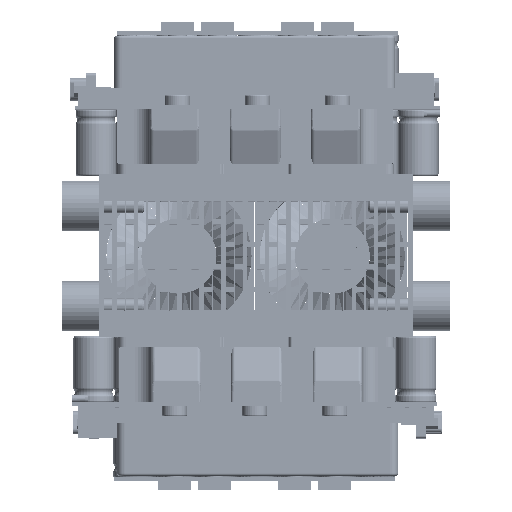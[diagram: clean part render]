
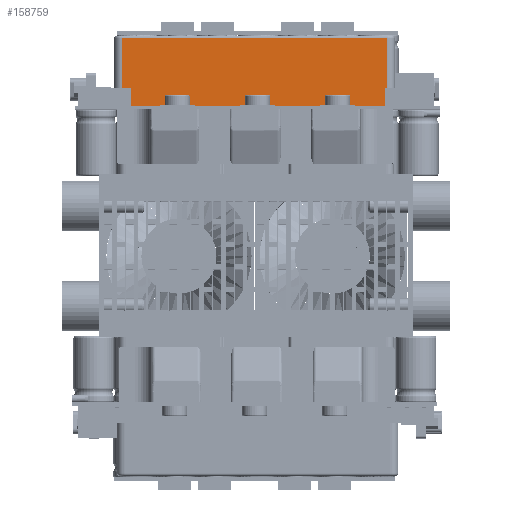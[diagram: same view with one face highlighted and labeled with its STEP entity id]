
A CAD part, top view. The second image highlights one B-rep face of the part: STEP entity #158759.
In plain terms, the highlighted planar face has unit normal (0, 0, 1).
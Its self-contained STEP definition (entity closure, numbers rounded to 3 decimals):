
#145637 = VERTEX_POINT('',#145638);
#145638 = CARTESIAN_POINT('',(-65.207,46.872,
    270.809));
#145652 = CYLINDRICAL_SURFACE('',#145653,1.);
#145653 = AXIS2_PLACEMENT_3D('',#145654,#145655,#145656);
#145654 = CARTESIAN_POINT('',(40.793,46.872,
    269.809));
#145655 = DIRECTION('',(-1.,0.,0.));
#145656 = DIRECTION('',(0.,1.,0.));
#145701 = CYLINDRICAL_SURFACE('',#145702,3.);
#145702 = AXIS2_PLACEMENT_3D('',#145703,#145704,#145705);
#145703 = CARTESIAN_POINT('',(-65.207,47.872,
    267.809));
#145704 = DIRECTION('',(0.,1.,0.));
#145705 = DIRECTION('',(1.,0.,0.));
#149645 = VERTEX_POINT('',#149646);
#149646 = CARTESIAN_POINT('',(40.793,46.872,
    270.809));
#149666 = EDGE_CURVE('',#149645,#145637,#149667,.T.);
#149667 = SURFACE_CURVE('',#149668,(#149672,#149679),.PCURVE_S1.);
#149668 = LINE('',#149669,#149670);
#149669 = CARTESIAN_POINT('',(40.793,46.872,
    270.809));
#149670 = VECTOR('',#149671,1.);
#149671 = DIRECTION('',(-1.,0.,0.));
#149672 = PCURVE('',#145652,#149673);
#149673 = DEFINITIONAL_REPRESENTATION('',(#149674),#149678);
#149674 = LINE('',#149675,#149676);
#149675 = CARTESIAN_POINT('',(-1.571,0.));
#149676 = VECTOR('',#149677,1.);
#149677 = DIRECTION('',(-0.,1.));
#149678 = ( GEOMETRIC_REPRESENTATION_CONTEXT(2) 
PARAMETRIC_REPRESENTATION_CONTEXT() REPRESENTATION_CONTEXT('2D SPACE',''
  ) );
#149679 = PCURVE('',#149680,#149685);
#149680 = PLANE('',#149681);
#149681 = AXIS2_PLACEMENT_3D('',#149682,#149683,#149684);
#149682 = CARTESIAN_POINT('',(-12.207,33.372,
    270.809));
#149683 = DIRECTION('',(0.,0.,1.));
#149684 = DIRECTION('',(0.,-1.,0.));
#149685 = DEFINITIONAL_REPRESENTATION('',(#149686),#149690);
#149686 = LINE('',#149687,#149688);
#149687 = CARTESIAN_POINT('',(-13.5,53.));
#149688 = VECTOR('',#149689,1.);
#149689 = DIRECTION('',(-0.,-1.));
#149690 = ( GEOMETRIC_REPRESENTATION_CONTEXT(2) 
PARAMETRIC_REPRESENTATION_CONTEXT() REPRESENTATION_CONTEXT('2D SPACE',''
  ) );
#149875 = CYLINDRICAL_SURFACE('',#149876,3.);
#149876 = AXIS2_PLACEMENT_3D('',#149877,#149878,#149879);
#149877 = CARTESIAN_POINT('',(40.793,47.872,
    267.809));
#149878 = DIRECTION('',(0.,1.,0.));
#149879 = DIRECTION('',(1.,0.,0.));
#157520 = PLANE('',#157521);
#157521 = AXIS2_PLACEMENT_3D('',#157522,#157523,#157524);
#157522 = CARTESIAN_POINT('',(-12.207,19.872,
    239.809));
#157523 = DIRECTION('',(0.,-1.,0.));
#157524 = DIRECTION('',(-1.,0.,0.));
#157557 = VERTEX_POINT('',#157558);
#157558 = CARTESIAN_POINT('',(-65.207,19.872,
    270.809));
#157674 = VERTEX_POINT('',#157675);
#157675 = CARTESIAN_POINT('',(40.793,19.872,
    270.809));
#157697 = EDGE_CURVE('',#157674,#157557,#157698,.T.);
#157698 = SURFACE_CURVE('',#157699,(#157703,#157710),.PCURVE_S1.);
#157699 = LINE('',#157700,#157701);
#157700 = CARTESIAN_POINT('',(40.793,19.872,
    270.809));
#157701 = VECTOR('',#157702,1.);
#157702 = DIRECTION('',(-1.,0.,0.));
#157703 = PCURVE('',#157520,#157704);
#157704 = DEFINITIONAL_REPRESENTATION('',(#157705),#157709);
#157705 = LINE('',#157706,#157707);
#157706 = CARTESIAN_POINT('',(-53.,-31.));
#157707 = VECTOR('',#157708,1.);
#157708 = DIRECTION('',(1.,0.));
#157709 = ( GEOMETRIC_REPRESENTATION_CONTEXT(2) 
PARAMETRIC_REPRESENTATION_CONTEXT() REPRESENTATION_CONTEXT('2D SPACE',''
  ) );
#157710 = PCURVE('',#149680,#157711);
#157711 = DEFINITIONAL_REPRESENTATION('',(#157712),#157716);
#157712 = LINE('',#157713,#157714);
#157713 = CARTESIAN_POINT('',(13.5,53.));
#157714 = VECTOR('',#157715,1.);
#157715 = DIRECTION('',(-0.,-1.));
#157716 = ( GEOMETRIC_REPRESENTATION_CONTEXT(2) 
PARAMETRIC_REPRESENTATION_CONTEXT() REPRESENTATION_CONTEXT('2D SPACE',''
  ) );
#158759 = ADVANCED_FACE('',(#158760),#149680,.T.);
#158760 = FACE_BOUND('',#158761,.T.);
#158761 = EDGE_LOOP('',(#158762,#158763,#158784,#158785));
#158762 = ORIENTED_EDGE('',*,*,#149666,.T.);
#158763 = ORIENTED_EDGE('',*,*,#158764,.T.);
#158764 = EDGE_CURVE('',#145637,#157557,#158765,.T.);
#158765 = SURFACE_CURVE('',#158766,(#158770,#158777),.PCURVE_S1.);
#158766 = LINE('',#158767,#158768);
#158767 = CARTESIAN_POINT('',(-65.207,47.872,
    270.809));
#158768 = VECTOR('',#158769,1.);
#158769 = DIRECTION('',(0.,-1.,0.));
#158770 = PCURVE('',#149680,#158771);
#158771 = DEFINITIONAL_REPRESENTATION('',(#158772),#158776);
#158772 = LINE('',#158773,#158774);
#158773 = CARTESIAN_POINT('',(-14.5,-53.));
#158774 = VECTOR('',#158775,1.);
#158775 = DIRECTION('',(1.,-0.));
#158776 = ( GEOMETRIC_REPRESENTATION_CONTEXT(2) 
PARAMETRIC_REPRESENTATION_CONTEXT() REPRESENTATION_CONTEXT('2D SPACE',''
  ) );
#158777 = PCURVE('',#145701,#158778);
#158778 = DEFINITIONAL_REPRESENTATION('',(#158779),#158783);
#158779 = LINE('',#158780,#158781);
#158780 = CARTESIAN_POINT('',(4.712,0.));
#158781 = VECTOR('',#158782,1.);
#158782 = DIRECTION('',(0.,-1.));
#158783 = ( GEOMETRIC_REPRESENTATION_CONTEXT(2) 
PARAMETRIC_REPRESENTATION_CONTEXT() REPRESENTATION_CONTEXT('2D SPACE',''
  ) );
#158784 = ORIENTED_EDGE('',*,*,#157697,.F.);
#158785 = ORIENTED_EDGE('',*,*,#158786,.F.);
#158786 = EDGE_CURVE('',#149645,#157674,#158787,.T.);
#158787 = SURFACE_CURVE('',#158788,(#158792,#158799),.PCURVE_S1.);
#158788 = LINE('',#158789,#158790);
#158789 = CARTESIAN_POINT('',(40.793,45.872,
    270.809));
#158790 = VECTOR('',#158791,1.);
#158791 = DIRECTION('',(0.,-1.,0.));
#158792 = PCURVE('',#149680,#158793);
#158793 = DEFINITIONAL_REPRESENTATION('',(#158794),#158798);
#158794 = LINE('',#158795,#158796);
#158795 = CARTESIAN_POINT('',(-12.5,53.));
#158796 = VECTOR('',#158797,1.);
#158797 = DIRECTION('',(1.,0.));
#158798 = ( GEOMETRIC_REPRESENTATION_CONTEXT(2) 
PARAMETRIC_REPRESENTATION_CONTEXT() REPRESENTATION_CONTEXT('2D SPACE',''
  ) );
#158799 = PCURVE('',#149875,#158800);
#158800 = DEFINITIONAL_REPRESENTATION('',(#158801),#158805);
#158801 = LINE('',#158802,#158803);
#158802 = CARTESIAN_POINT('',(4.712,-2.));
#158803 = VECTOR('',#158804,1.);
#158804 = DIRECTION('',(0.,-1.));
#158805 = ( GEOMETRIC_REPRESENTATION_CONTEXT(2) 
PARAMETRIC_REPRESENTATION_CONTEXT() REPRESENTATION_CONTEXT('2D SPACE',''
  ) );
